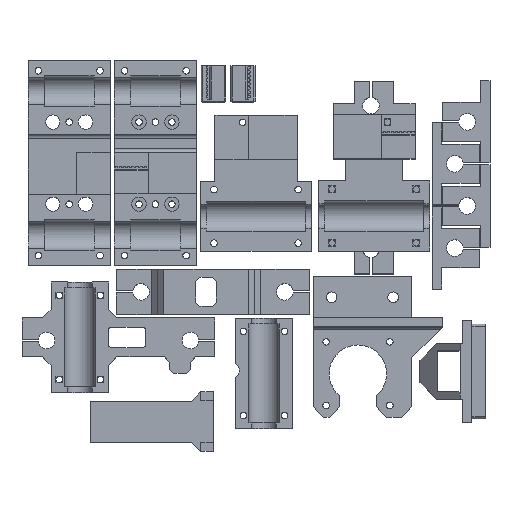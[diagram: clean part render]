
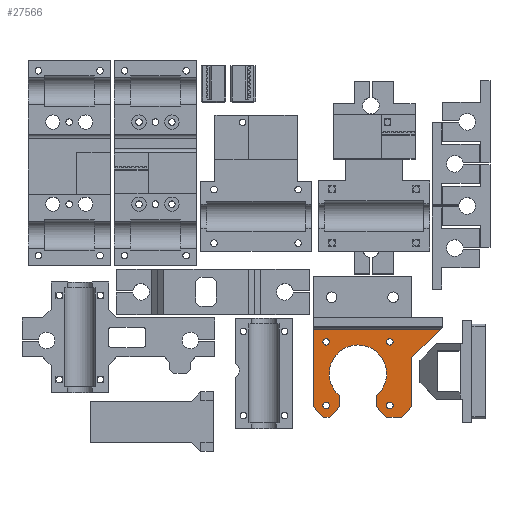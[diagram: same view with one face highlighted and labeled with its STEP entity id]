
A CAD part, top view. The second image highlights one B-rep face of the part: STEP entity #27566.
In plain terms, the highlighted face is planar.
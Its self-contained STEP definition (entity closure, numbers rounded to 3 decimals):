
#691=FACE_BOUND('',#4234,.T.);
#692=FACE_BOUND('',#4235,.T.);
#693=FACE_BOUND('',#4236,.T.);
#694=FACE_BOUND('',#4237,.T.);
#1306=CIRCLE('',#29725,14.);
#1307=CIRCLE('',#29726,1.6);
#1308=CIRCLE('',#29727,1.6);
#1309=CIRCLE('',#29728,1.6);
#1310=CIRCLE('',#29729,1.6);
#2583=FACE_OUTER_BOUND('',#4233,.T.);
#4233=EDGE_LOOP('',(#22533,#22534,#22535,#22536,#22537,#22538,#22539,#22540,
#22541,#22542,#22543,#22544,#22545));
#4234=EDGE_LOOP('',(#22546));
#4235=EDGE_LOOP('',(#22547));
#4236=EDGE_LOOP('',(#22548));
#4237=EDGE_LOOP('',(#22549));
#6848=LINE('',#43623,#9911);
#6852=LINE('',#43634,#9915);
#6856=LINE('',#43642,#9919);
#6861=LINE('',#43653,#9924);
#6863=LINE('',#43657,#9926);
#6866=LINE('',#43663,#9929);
#6867=LINE('',#43665,#9930);
#6868=LINE('',#43667,#9931);
#6869=LINE('',#43669,#9932);
#6870=LINE('',#43671,#9933);
#6871=LINE('',#43674,#9934);
#6872=LINE('',#43675,#9935);
#9911=VECTOR('',#35554,10.);
#9915=VECTOR('',#35564,10.);
#9919=VECTOR('',#35570,10.);
#9924=VECTOR('',#35577,10.);
#9926=VECTOR('',#35581,10.);
#9929=VECTOR('',#35586,10.);
#9930=VECTOR('',#35587,10.);
#9931=VECTOR('',#35588,10.);
#9932=VECTOR('',#35589,10.);
#9933=VECTOR('',#35590,10.);
#9934=VECTOR('',#35593,10.);
#9935=VECTOR('',#35594,10.);
#12630=VERTEX_POINT('',#43617);
#12632=VERTEX_POINT('',#43621);
#12636=VERTEX_POINT('',#43633);
#12639=VERTEX_POINT('',#43641);
#12643=VERTEX_POINT('',#43650);
#12644=VERTEX_POINT('',#43652);
#12645=VERTEX_POINT('',#43656);
#12647=VERTEX_POINT('',#43662);
#12648=VERTEX_POINT('',#43664);
#12649=VERTEX_POINT('',#43666);
#12650=VERTEX_POINT('',#43668);
#12651=VERTEX_POINT('',#43670);
#12652=VERTEX_POINT('',#43673);
#12653=VERTEX_POINT('',#43676);
#12654=VERTEX_POINT('',#43678);
#12655=VERTEX_POINT('',#43680);
#12656=VERTEX_POINT('',#43682);
#16086=EDGE_CURVE('',#12632,#12630,#6848,.T.);
#16091=EDGE_CURVE('',#12630,#12636,#6852,.T.);
#16095=EDGE_CURVE('',#12639,#12636,#6856,.T.);
#16100=EDGE_CURVE('',#12643,#12644,#6861,.T.);
#16102=EDGE_CURVE('',#12644,#12645,#6863,.T.);
#16105=EDGE_CURVE('',#12632,#12647,#6866,.T.);
#16106=EDGE_CURVE('',#12648,#12647,#6867,.T.);
#16107=EDGE_CURVE('',#12648,#12649,#6868,.T.);
#16108=EDGE_CURVE('',#12650,#12649,#6869,.T.);
#16109=EDGE_CURVE('',#12650,#12651,#6870,.T.);
#16110=EDGE_CURVE('',#12651,#12645,#1306,.T.);
#16111=EDGE_CURVE('',#12643,#12652,#6871,.T.);
#16112=EDGE_CURVE('',#12639,#12652,#6872,.T.);
#16113=EDGE_CURVE('',#12653,#12653,#1307,.T.);
#16114=EDGE_CURVE('',#12654,#12654,#1308,.T.);
#16115=EDGE_CURVE('',#12655,#12655,#1309,.T.);
#16116=EDGE_CURVE('',#12656,#12656,#1310,.T.);
#22533=ORIENTED_EDGE('',*,*,#16086,.F.);
#22534=ORIENTED_EDGE('',*,*,#16105,.T.);
#22535=ORIENTED_EDGE('',*,*,#16106,.F.);
#22536=ORIENTED_EDGE('',*,*,#16107,.T.);
#22537=ORIENTED_EDGE('',*,*,#16108,.F.);
#22538=ORIENTED_EDGE('',*,*,#16109,.T.);
#22539=ORIENTED_EDGE('',*,*,#16110,.T.);
#22540=ORIENTED_EDGE('',*,*,#16102,.F.);
#22541=ORIENTED_EDGE('',*,*,#16100,.F.);
#22542=ORIENTED_EDGE('',*,*,#16111,.T.);
#22543=ORIENTED_EDGE('',*,*,#16112,.F.);
#22544=ORIENTED_EDGE('',*,*,#16095,.T.);
#22545=ORIENTED_EDGE('',*,*,#16091,.F.);
#22546=ORIENTED_EDGE('',*,*,#16113,.F.);
#22547=ORIENTED_EDGE('',*,*,#16114,.F.);
#22548=ORIENTED_EDGE('',*,*,#16115,.F.);
#22549=ORIENTED_EDGE('',*,*,#16116,.F.);
#26241=PLANE('',#29724);
#27566=ADVANCED_FACE('',(#2583,#691,#692,#693,#694),#26241,.F.);
#29724=AXIS2_PLACEMENT_3D('',#43661,#35584,#35585);
#29725=AXIS2_PLACEMENT_3D('',#43672,#35591,#35592);
#29726=AXIS2_PLACEMENT_3D('',#43677,#35595,#35596);
#29727=AXIS2_PLACEMENT_3D('',#43679,#35597,#35598);
#29728=AXIS2_PLACEMENT_3D('',#43681,#35599,#35600);
#29729=AXIS2_PLACEMENT_3D('',#43683,#35601,#35602);
#35554=DIRECTION('',(0.,-1.,0.));
#35564=DIRECTION('',(0.,0.707,-0.707));
#35570=DIRECTION('',(0.,0.,1.));
#35577=DIRECTION('',(0.,0.707,0.707));
#35581=DIRECTION('',(0.,0.,1.));
#35584=DIRECTION('center_axis',(1.,0.,0.));
#35585=DIRECTION('ref_axis',(0.,0.,
-1.));
#35586=DIRECTION('',(0.,0.,-1.));
#35587=DIRECTION('',(0.,0.707,0.707));
#35588=DIRECTION('',(0.,-1.,0.));
#35589=DIRECTION('',(0.,0.707,-0.707));
#35590=DIRECTION('',(0.,0.,1.));
#35591=DIRECTION('center_axis',(1.,0.,0.));
#35592=DIRECTION('ref_axis',(0.,0.,
-1.));
#35593=DIRECTION('',(0.,-1.,0.));
#35594=DIRECTION('',(0.,0.707,-0.707));
#35595=DIRECTION('center_axis',(-1.,0.,0.));
#35596=DIRECTION('ref_axis',(0.,0.,
-1.));
#35597=DIRECTION('center_axis',(-1.,0.,0.));
#35598=DIRECTION('ref_axis',(0.,0.,
-1.));
#35599=DIRECTION('center_axis',(-1.,0.,0.));
#35600=DIRECTION('ref_axis',(0.,0.,
-1.));
#35601=DIRECTION('center_axis',(-1.,0.,0.));
#35602=DIRECTION('ref_axis',(0.,0.,
-1.));
#43617=CARTESIAN_POINT('',(-139.958,80.682,41.325));
#43621=CARTESIAN_POINT('',(-139.958,142.682,41.325));
#43623=CARTESIAN_POINT('',(-139.958,95.432,41.325));
#43633=CARTESIAN_POINT('',(-139.958,94.682,27.325));
#43634=CARTESIAN_POINT('',(-139.958,93.734,28.273));
#43641=CARTESIAN_POINT('',(-139.958,94.682,3.407));
#43642=CARTESIAN_POINT('',(-139.958,94.682,-1.593));
#43650=CARTESIAN_POINT('',(-139.958,106.85,-1.593));
#43652=CARTESIAN_POINT('',(-139.958,111.85,3.407));
#43653=CARTESIAN_POINT('',(-139.958,117.735,9.292));
#43656=CARTESIAN_POINT('',(-139.958,111.85,8.892));
#43657=CARTESIAN_POINT('',(-139.958,111.85,-1.593));
#43661=CARTESIAN_POINT('Origin',(-139.958,111.182,32.616));
#43662=CARTESIAN_POINT('',(-139.958,142.682,3.407));
#43663=CARTESIAN_POINT('',(-139.958,142.682,42.325));
#43664=CARTESIAN_POINT('',(-139.958,137.682,-1.593));
#43665=CARTESIAN_POINT('',(-139.958,140.859,1.584));
#43666=CARTESIAN_POINT('',(-139.958,134.85,-1.593));
#43667=CARTESIAN_POINT('',(-139.958,142.682,-1.593));
#43668=CARTESIAN_POINT('',(-139.958,129.85,3.407));
#43669=CARTESIAN_POINT('',(-139.958,119.131,14.126));
#43670=CARTESIAN_POINT('',(-139.958,129.85,8.892));
#43671=CARTESIAN_POINT('',(-139.958,129.85,-1.593));
#43672=CARTESIAN_POINT('Origin',(-139.958,120.85,19.616));
#43673=CARTESIAN_POINT('',(-139.958,99.682,-1.593));
#43674=CARTESIAN_POINT('',(-139.958,142.682,-1.593));
#43675=CARTESIAN_POINT('',(-139.958,92.755,5.334));
#43676=CARTESIAN_POINT('',(-139.958,105.35,5.716));
#43677=CARTESIAN_POINT('Origin',(-139.958,105.35,4.116));
#43678=CARTESIAN_POINT('',(-139.958,105.35,36.716));
#43679=CARTESIAN_POINT('Origin',(-139.958,105.35,35.116));
#43680=CARTESIAN_POINT('',(-139.958,136.35,36.716));
#43681=CARTESIAN_POINT('Origin',(-139.958,136.35,35.116));
#43682=CARTESIAN_POINT('',(-139.958,136.35,5.716));
#43683=CARTESIAN_POINT('Origin',(-139.958,136.35,4.116));
